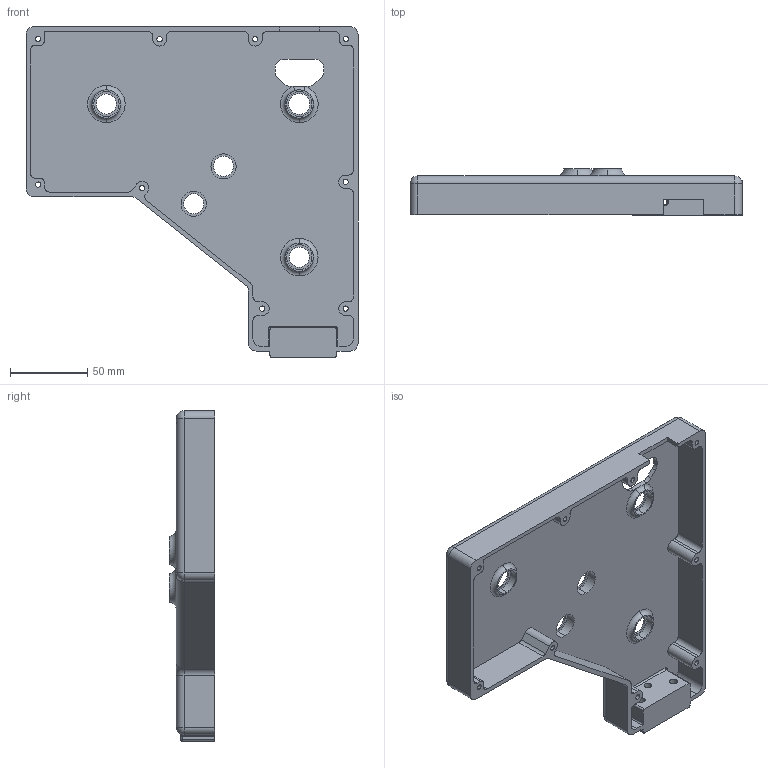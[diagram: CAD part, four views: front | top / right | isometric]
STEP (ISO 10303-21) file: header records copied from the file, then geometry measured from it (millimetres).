
FILE_DESCRIPTION (( 'STEP AP214' ), '1' );
FILE_NAME ('MirrorHip_Cover1.STEP', '2023-12-11T13:50:16', ( '' ), ( '' ), 'SwSTEP 2.0', 'SolidWorks 2023', '' );
FILE_SCHEMA (( 'AUTOMOTIVE_DESIGN' ));
Length unit declared in the file: millimetre
Products named in the file (1): MirrorHip_Cover1
Bounding box: 215 x 29.7 x 214 mm (x, y, z)
Volume: 169979.4 mm3; surface area: 107504.7 mm2
Topology: 1 solids, 1 shells, 252 faces, 668 edges, 424 vertices
Faces by surface type: cylinder 140, plane 86, torus 16, sphere 7, bspline 3
Entity records: 8107 total; most frequent: CARTESIAN_POINT 1560, DIRECTION 1459, ORIENTED_EDGE 1322, EDGE_CURVE 661, AXIS2_PLACEMENT_3D 567, VERTEX_POINT 424, VECTOR 325, LINE 325
